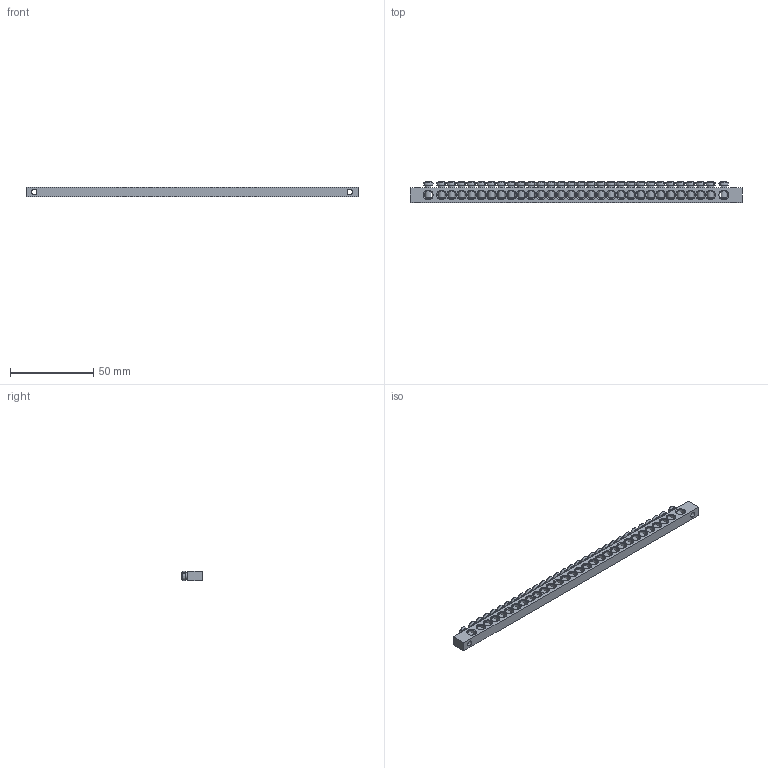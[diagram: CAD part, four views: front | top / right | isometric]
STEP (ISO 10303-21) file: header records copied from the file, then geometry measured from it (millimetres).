
FILE_DESCRIPTION(/* description */ (''),/* implementation_level */ '2;1');
FILE_NAME(/* name */ '6х9-30_2.stp',/* time_stamp */ '2021-04-12T22:44:32+03:00',/* author */ ('Admin'),/* organization */ (''),/* preprocessor_version */ 'ST-DEVELOPER v15.6',/* originating_system */ 'Autodesk Inventor 2015',/* authorisation */ '');
FILE_SCHEMA (('AUTOMOTIVE_DESIGN { 1 0 10303 214 3 1 1 }'));
Length unit declared in the file: millimetre
Products named in the file (3): 6х9-30_2; Винт M4x8; -ноль) X_2
Assembly tree (31 placements, depth 2):
  -ноль) X_2
    6х9-30_2
    Винт M4x8  x30
Bounding box: 200 x 12.65 x 6 mm (x, y, z)
Volume: 10518.8 mm3; surface area: 13978.7 mm2
Topology: 31 solids, 31 shells, 878 faces, 2316 edges, 1530 vertices
Faces by surface type: plane 456, cone 150, cylinder 92, torus 90, sphere 60, bspline 30
Full cylindrical faces by diameter (mm): 3.242 x32, 3.9 x30, 5 x30
Entity records: 5628 total; most frequent: CARTESIAN_POINT 1762, DIRECTION 776, ORIENTED_EDGE 516, EDGE_LOOP 403, AXIS2_PLACEMENT_3D 371, EDGE_CURVE 258, FACE_BOUND 250, VERTEX_POINT 235
